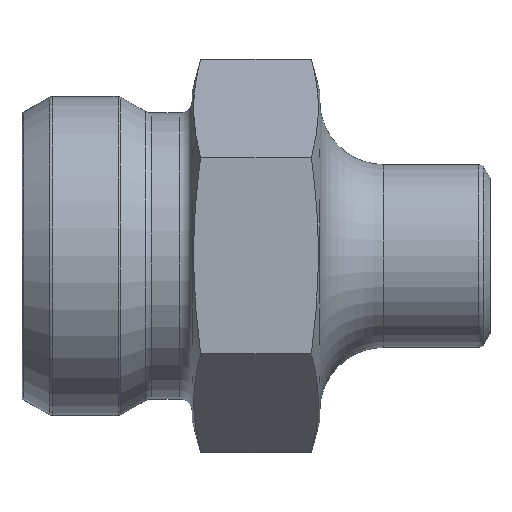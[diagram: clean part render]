
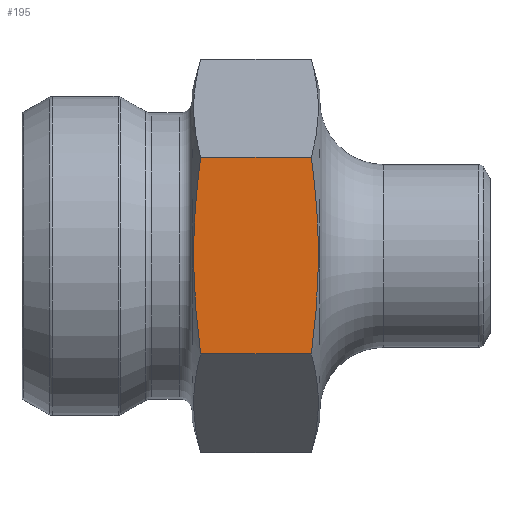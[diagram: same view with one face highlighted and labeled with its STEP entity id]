
A CAD part, top view. The second image highlights one B-rep face of the part: STEP entity #195.
In plain terms, the highlighted planar face has unit normal (0, 0, 1).
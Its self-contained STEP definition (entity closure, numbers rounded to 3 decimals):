
#195=ADVANCED_FACE('',(#238),#227,.T.);
#227=PLANE('',#493);
#238=FACE_OUTER_BOUND('',#244,.T.);
#244=EDGE_LOOP('',(#320,#321,#322,#323));
#302=LINE('',#694,#308);
#303=LINE('',#709,#309);
#308=VECTOR('',#554,1.);
#309=VECTOR('',#557,1.);
#320=ORIENTED_EDGE('',*,*,#442,.T.);
#321=ORIENTED_EDGE('',*,*,#443,.T.);
#322=ORIENTED_EDGE('',*,*,#444,.F.);
#323=ORIENTED_EDGE('',*,*,#440,.F.);
#402=VERTEX_POINT('',#693);
#403=VERTEX_POINT('',#695);
#404=VERTEX_POINT('',#708);
#405=VERTEX_POINT('',#710);
#440=EDGE_CURVE('',#402,#403,#302,.T.);
#442=EDGE_CURVE('',#402,#404,#482,.T.);
#443=EDGE_CURVE('',#404,#405,#303,.T.);
#444=EDGE_CURVE('',#403,#405,#483,.T.);
#482=B_SPLINE_CURVE_WITH_KNOTS('',3,(#702,#703,#704,#705,#706,#707),
 .UNSPECIFIED.,.F.,.F.,(4,2,4),(0.,0.5,1.),.UNSPECIFIED.);
#483=B_SPLINE_CURVE_WITH_KNOTS('',3,(#711,#712,#713,#714,#715,#716),
 .UNSPECIFIED.,.F.,.F.,(4,2,4),(0.,0.5,1.),.UNSPECIFIED.);
#493=AXIS2_PLACEMENT_3D('',#717,#558,#559);
#554=DIRECTION('',(-1.,0.,0.));
#557=DIRECTION('',(-1.,0.,0.));
#558=DIRECTION('',(0.,0.,1.));
#559=DIRECTION('',(0.,-1.,0.));
#693=CARTESIAN_POINT('',(27.203,-9.238,16.));
#694=CARTESIAN_POINT('',(44.,-9.238,16.));
#695=CARTESIAN_POINT('',(16.797,-9.238,16.));
#702=CARTESIAN_POINT('',(27.203,-9.238,16.));
#703=CARTESIAN_POINT('',(27.615,-6.163,16.));
#704=CARTESIAN_POINT('',(27.867,-3.064,16.));
#705=CARTESIAN_POINT('',(27.865,3.096,16.));
#706=CARTESIAN_POINT('',(27.614,6.169,16.));
#707=CARTESIAN_POINT('',(27.203,9.238,16.));
#708=CARTESIAN_POINT('',(27.203,9.238,16.));
#709=CARTESIAN_POINT('',(44.,9.238,16.));
#710=CARTESIAN_POINT('',(16.797,9.238,16.));
#711=CARTESIAN_POINT('',(16.797,-9.238,16.));
#712=CARTESIAN_POINT('',(16.385,-6.162,16.));
#713=CARTESIAN_POINT('',(16.133,-3.065,16.));
#714=CARTESIAN_POINT('',(16.135,3.095,16.));
#715=CARTESIAN_POINT('',(16.386,6.169,16.));
#716=CARTESIAN_POINT('',(16.797,9.238,16.));
#717=CARTESIAN_POINT('',(44.,-9.238,16.));
